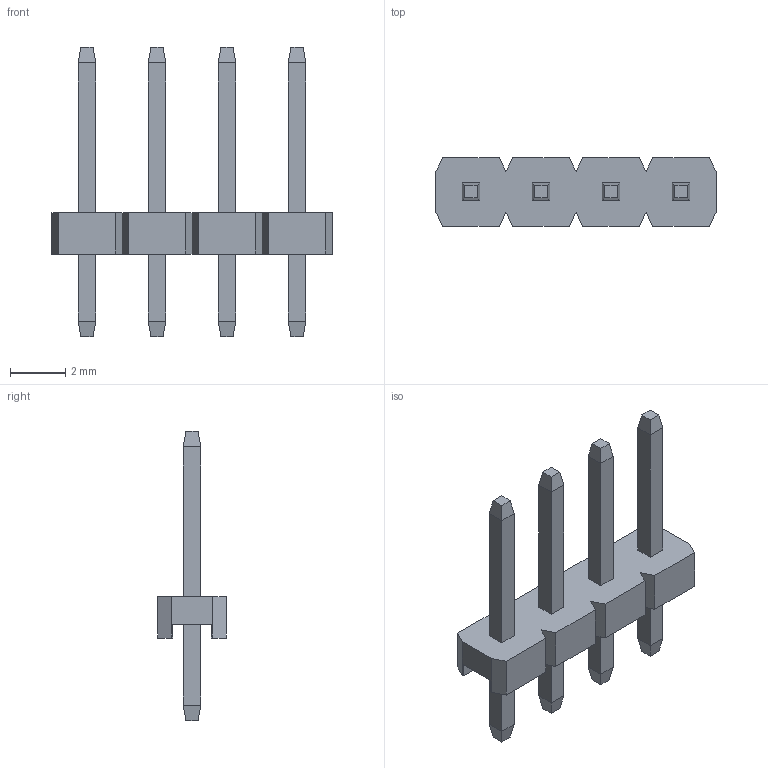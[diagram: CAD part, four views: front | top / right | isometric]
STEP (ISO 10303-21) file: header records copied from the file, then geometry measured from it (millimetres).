
FILE_DESCRIPTION (( 'STEP AP214' ), '1' );
FILE_NAME ('FPH25448-S04S1014190720B-REF.STEP', '2025-05-08T03:47:13', ( '' ), ( '' ), 'SwSTEP 2.0', 'SolidWorks 2021', '' );
FILE_SCHEMA (( 'AUTOMOTIVE_DESIGN' ));
Length unit declared in the file: millimetre
Products named in the file (1): FPH25448-S04S1014190720B-REF
Bounding box: 10.16 x 2.5 x 10.5 mm (x, y, z)
Volume: 44.5 mm3; surface area: 193.8 mm2
Topology: 1 solids, 1 shells, 104 faces, 250 edges, 156 vertices
Faces by surface type: plane 104
Entity records: 2952 total; most frequent: CARTESIAN_POINT 511, ORIENTED_EDGE 500, DIRECTION 460, EDGE_CURVE 250, VECTOR 250, LINE 250, VERTEX_POINT 156, EDGE_LOOP 112
